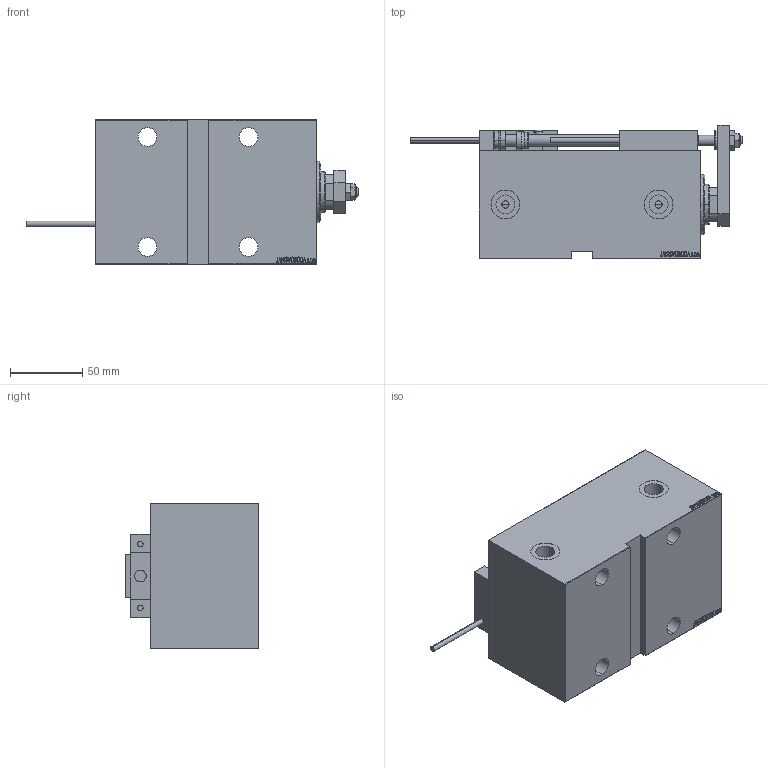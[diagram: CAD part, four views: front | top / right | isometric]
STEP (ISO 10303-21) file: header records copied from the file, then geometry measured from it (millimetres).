
FILE_DESCRIPTION (( 'STEP AP203' ), '1' );
FILE_NAME ('edb2.STEP', '2021-03-18T18:56:33', ( '' ), ( '' ), 'SwSTEP 2.0', 'SolidWorks 2019', '' );
FILE_SCHEMA (( 'CONFIG_CONTROL_DESIGN' ));
Length unit declared in the file: millimetre
Products named in the file (16): Block 5c4cc18d82eeaceda44c9cda80156bae; ZARAZKA 5c4cc18d82eeaceda44c9cda80156bae; MAGNET 5c4cc18d82eeaceda44c9cda80156bae; NUT_D10 5c4cc18d82eeaceda44c9cda80156bae; KONCOVKA 5c4cc18d82eeaceda44c9cda80156bae; SWITCH DIM B,W 5c4cc18d82eeaceda44c9cda80156bae; V450CM_E_VCP 5c4cc18d82eeaceda44c9cda80156bae; NUT_D12 5c4cc18d82eeaceda44c9cda80156bae; edb2; SWITCH_X_FRONT_BACK 5c4cc18d82eeaceda44c9cda80156bae; V450CM_VC_B 5c4cc18d82eeaceda44c9cda80156bae; ALLEN BOLT D8 5c4cc18d82eeaceda44c9cda80156bae; V450CM_E 5c4cc18d82eeaceda44c9cda80156bae; TYC_L79 5c4cc18d82eeaceda44c9cda80156bae; SWITCH X 5c4cc18d82eeaceda44c9cda80156bae; ALLEN BOLT D5 5c4cc18d82eeaceda44c9cda80156bae
Assembly tree (25 placements, depth 3):
  edb2
    V450CM_E 5c4cc18d82eeaceda44c9cda80156bae
    V450CM_E_VCP 5c4cc18d82eeaceda44c9cda80156bae
    V450CM_VC_B 5c4cc18d82eeaceda44c9cda80156bae
    SWITCH X 5c4cc18d82eeaceda44c9cda80156bae
      SWITCH_X_FRONT_BACK 5c4cc18d82eeaceda44c9cda80156bae  x2
      TYC_L79 5c4cc18d82eeaceda44c9cda80156bae
      Block 5c4cc18d82eeaceda44c9cda80156bae  x2
      ALLEN BOLT D5 5c4cc18d82eeaceda44c9cda80156bae  x4
      ALLEN BOLT D8 5c4cc18d82eeaceda44c9cda80156bae  x4
      MAGNET 5c4cc18d82eeaceda44c9cda80156bae  x2
      KONCOVKA 5c4cc18d82eeaceda44c9cda80156bae  x2
    SWITCH DIM B,W 5c4cc18d82eeaceda44c9cda80156bae
    ZARAZKA 5c4cc18d82eeaceda44c9cda80156bae
    NUT_D10 5c4cc18d82eeaceda44c9cda80156bae
    NUT_D12 5c4cc18d82eeaceda44c9cda80156bae
Bounding box: 229.7 x 92.5 x 100 mm (x, y, z)
Volume: 1013023.7 mm3; surface area: 166483.2 mm2
Topology: 24 solids, 24 shells, 1314 faces, 3144 edges, 2010 vertices
Faces by surface type: plane 577, bspline 380, cylinder 196, cone 113, torus 44, sphere 4
Entity records: 50755 total; most frequent: CARTESIAN_POINT 25642, ORIENTED_EDGE 5308, DIRECTION 3611, EDGE_CURVE 2654, VERTEX_POINT 1734, VECTOR 1525, LINE 1525, EDGE_LOOP 1230
